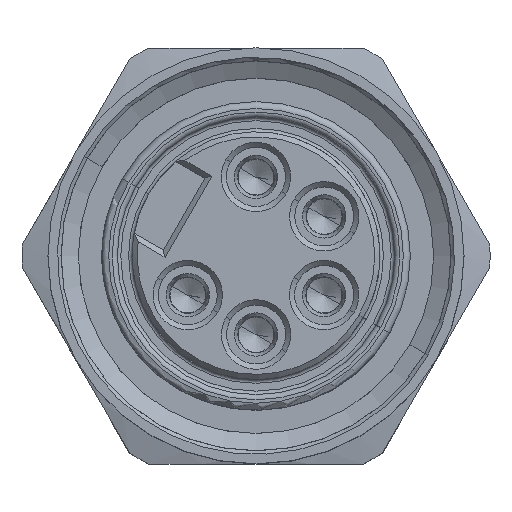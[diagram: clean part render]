
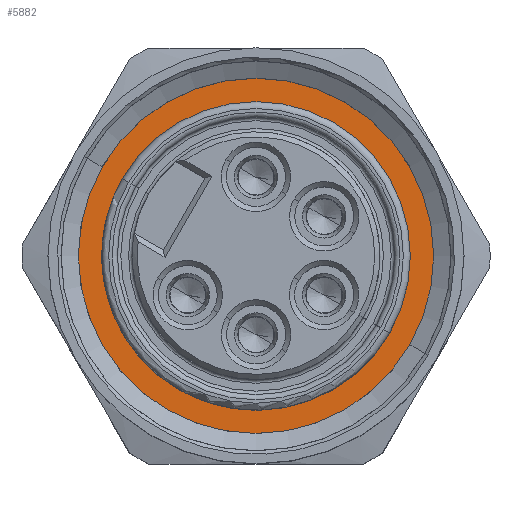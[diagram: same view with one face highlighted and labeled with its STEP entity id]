
A CAD part, top view. The second image highlights one B-rep face of the part: STEP entity #5882.
In plain terms, the highlighted planar face has unit normal (0, 0, 1).
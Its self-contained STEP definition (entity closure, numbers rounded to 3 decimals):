
#1538=AXIS2_PLACEMENT_3D('Circle Axis2P3D',#1536,#1537,$) ;
#1561=AXIS2_PLACEMENT_3D('Circle Axis2P3D',#1559,#1560,$) ;
#5828=AXIS2_PLACEMENT_3D('Circle Axis2P3D',#5826,#5827,$) ;
#5859=AXIS2_PLACEMENT_3D('Circle Axis2P3D',#5857,#5858,$) ;
#5872=AXIS2_PLACEMENT_3D('Plane Axis2P3D',#5869,#5870,#5871) ;
#1507=CARTESIAN_POINT('Vertex',(21.208,7.55,103.1)) ;
#1533=CARTESIAN_POINT('Vertex',(5.792,16.45,103.1)) ;
#1536=CARTESIAN_POINT('Axis2P3D Location',(13.5,12.,103.1)) ;
#1559=CARTESIAN_POINT('Axis2P3D Location',(13.5,12.,103.1)) ;
#5826=CARTESIAN_POINT('Axis2P3D Location',(13.5,12.,103.1)) ;
#5830=CARTESIAN_POINT('Vertex',(22.81,6.625,103.1)) ;
#5832=CARTESIAN_POINT('Vertex',(4.19,17.375,103.1)) ;
#5857=CARTESIAN_POINT('Axis2P3D Location',(13.5,12.,103.1)) ;
#5869=CARTESIAN_POINT('Axis2P3D Location',(13.5,12.,103.1)) ;
#1537=DIRECTION('Axis2P3D Direction',(0.,0.,-1.)) ;
#1560=DIRECTION('Axis2P3D Direction',(0.,0.,-1.)) ;
#5827=DIRECTION('Axis2P3D Direction',(0.,0.,-1.)) ;
#5858=DIRECTION('Axis2P3D Direction',(0.,0.,-1.)) ;
#5870=DIRECTION('Axis2P3D Direction',(0.,0.,-1.)) ;
#5871=DIRECTION('Axis2P3D XDirection',(-0.866,0.5,0.)) ;
#5875=ORIENTED_EDGE('',*,*,#5861,.T.) ;
#5876=ORIENTED_EDGE('',*,*,#5834,.T.) ;
#5879=ORIENTED_EDGE('',*,*,#1563,.F.) ;
#5880=ORIENTED_EDGE('',*,*,#1540,.F.) ;
#5881=FACE_BOUND('',#5878,.T.) ;
#5882=ADVANCED_FACE('Hauptk\X2\00F6\X0\rper',(#5877,#5881),#5873,.F.) ;
#1539=CIRCLE('generated circle',#1538,8.9) ;
#1562=CIRCLE('generated circle',#1561,8.9) ;
#5829=CIRCLE('generated circle',#5828,10.75) ;
#5860=CIRCLE('generated circle',#5859,10.75) ;
#1540=EDGE_CURVE('',#1534,#1508,#1539,.F.) ;
#1563=EDGE_CURVE('',#1508,#1534,#1562,.F.) ;
#5834=EDGE_CURVE('',#5831,#5833,#5829,.F.) ;
#5861=EDGE_CURVE('',#5833,#5831,#5860,.F.) ;
#5874=EDGE_LOOP('',(#5875,#5876)) ;
#5878=EDGE_LOOP('',(#5879,#5880)) ;
#5877=FACE_OUTER_BOUND('',#5874,.T.) ;
#5873=PLANE('',#5872) ;
#1508=VERTEX_POINT('',#1507) ;
#1534=VERTEX_POINT('',#1533) ;
#5831=VERTEX_POINT('',#5830) ;
#5833=VERTEX_POINT('',#5832) ;
